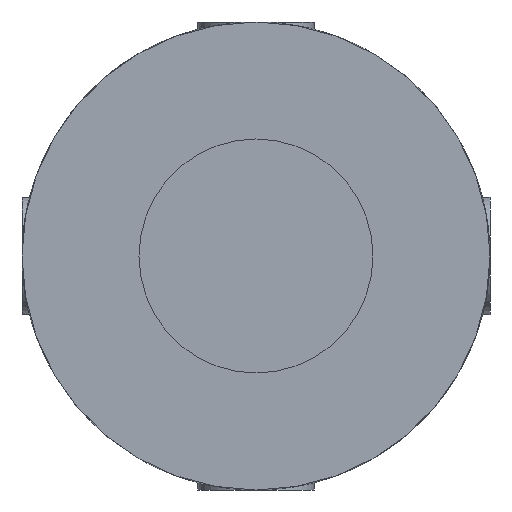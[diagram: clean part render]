
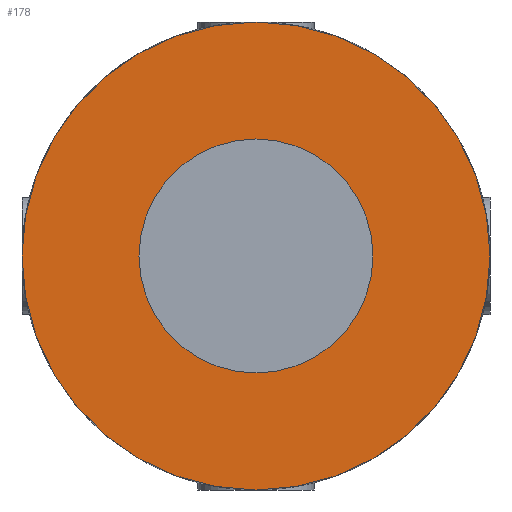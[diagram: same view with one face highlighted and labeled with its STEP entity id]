
A CAD part, left-side view. The second image highlights one B-rep face of the part: STEP entity #178.
In plain terms, the highlighted planar face has unit normal (-1, 0, 0).
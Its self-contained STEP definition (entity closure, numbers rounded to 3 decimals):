
#178=ADVANCED_FACE('',(#393,#394),#395,.F.);
#393=FACE_OUTER_BOUND('',#648,.T.);
#394=FACE_BOUND('',#649,.T.);
#395=PLANE('',#650);
#648=EDGE_LOOP('',(#1095,#1096));
#649=EDGE_LOOP('',(#1097,#1098));
#650=AXIS2_PLACEMENT_3D('',#1099,#1100,#1101);
#1095=ORIENTED_EDGE('',*,*,#1577,.F.);
#1096=ORIENTED_EDGE('',*,*,#1560,.F.);
#1097=ORIENTED_EDGE('',*,*,#1599,.T.);
#1098=ORIENTED_EDGE('',*,*,#1543,.T.);
#1099=CARTESIAN_POINT('',(-34.0,0.0,0.0));
#1100=DIRECTION('',(1.0,-0.0,0.0));
#1101=DIRECTION('',(0.0,1.0,-0.0));
#1543=EDGE_CURVE('',#1843,#1847,#1849,.T.);
#1560=EDGE_CURVE('',#1877,#1879,#1880,.T.);
#1577=EDGE_CURVE('',#1879,#1877,#1904,.T.);
#1599=EDGE_CURVE('',#1847,#1843,#1937,.T.);
#1843=VERTEX_POINT('',#2304);
#1847=VERTEX_POINT('',#2309);
#1849=CIRCLE('',#2312,8.0);
#1877=VERTEX_POINT('',#2425);
#1879=VERTEX_POINT('',#2428);
#1880=CIRCLE('',#2429,16.0);
#1904=CIRCLE('',#2496,16.0);
#1937=CIRCLE('',#2617,8.0);
#2304=CARTESIAN_POINT('',(-34.0,0.,8.0));
#2309=CARTESIAN_POINT('',(-34.0,0.0,-8.0));
#2312=AXIS2_PLACEMENT_3D('',#3242,#3243,#3244);
#2425=CARTESIAN_POINT('',(-34.0,0.,16.0));
#2428=CARTESIAN_POINT('',(-34.0,0.0,-16.0));
#2429=AXIS2_PLACEMENT_3D('',#3264,#3265,#3266);
#2496=AXIS2_PLACEMENT_3D('',#3284,#3285,#3286);
#2617=AXIS2_PLACEMENT_3D('',#3311,#3312,#3313);
#3242=CARTESIAN_POINT('',(-34.0,0.0,0.0));
#3243=DIRECTION('',(1.0,0.0,0.0));
#3244=DIRECTION('',(0.0,0.0,-1.0));
#3264=CARTESIAN_POINT('',(-34.0,0.0,0.0));
#3265=DIRECTION('',(1.0,0.0,-0.0));
#3266=DIRECTION('',(-0.0,0.0,-1.0));
#3284=CARTESIAN_POINT('',(-34.0,0.0,0.0));
#3285=DIRECTION('',(1.0,0.0,-0.0));
#3286=DIRECTION('',(-0.0,0.0,-1.0));
#3311=CARTESIAN_POINT('',(-34.0,0.0,0.0));
#3312=DIRECTION('',(1.0,0.0,0.0));
#3313=DIRECTION('',(0.0,0.0,-1.0));
